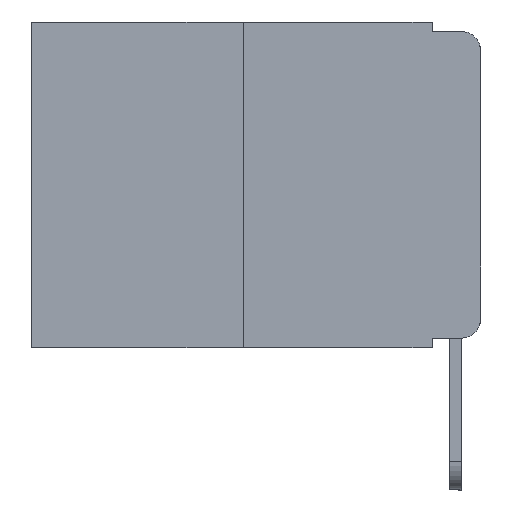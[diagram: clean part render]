
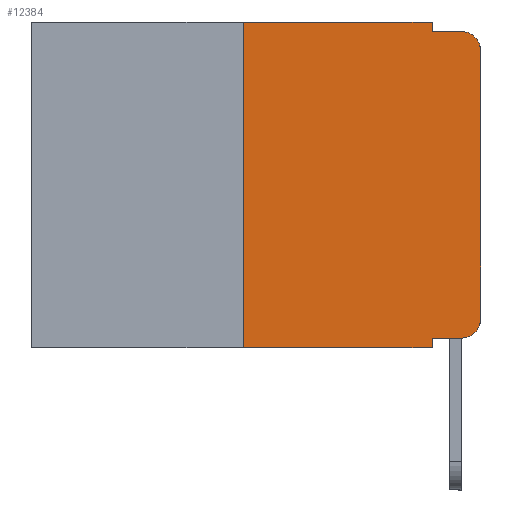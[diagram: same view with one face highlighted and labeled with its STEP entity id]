
A CAD part, left-side view. The second image highlights one B-rep face of the part: STEP entity #12384.
In plain terms, the highlighted planar face has unit normal (-1, 0, 0).
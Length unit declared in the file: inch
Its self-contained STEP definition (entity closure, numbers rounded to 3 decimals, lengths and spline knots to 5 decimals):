
#137 = ORIENTED_EDGE ( 'NONE', *, *, #1275, .T. ) ;
#349 = VECTOR ( 'NONE', #8225, 39.37008 ) ;
#411 = CARTESIAN_POINT ( 'NONE',  ( 0., 0.473, 0. ) ) ;
#870 = PLANE ( 'NONE',  #4177 ) ;
#1218 = VERTEX_POINT ( 'NONE', #13095 ) ;
#1275 = EDGE_CURVE ( 'NONE', #7541, #10995, #12983, .T. ) ;
#2811 = DIRECTION ( 'NONE',  ( -1., 0., 0. ) ) ;
#3082 = CIRCLE ( 'NONE', #7242, 0.02 ) ;
#3523 = EDGE_CURVE ( 'NONE', #23253, #5657, #23270, .T. ) ;
#4102 = VECTOR ( 'NONE', #5520, 39.37008 ) ;
#4153 = EDGE_CURVE ( 'NONE', #1218, #5657, #6271, .T. ) ;
#4177 = AXIS2_PLACEMENT_3D ( 'NONE', #22559, #22448, #10107 ) ;
#4319 = LINE ( 'NONE', #7876, #23411 ) ;
#4611 = DIRECTION ( 'NONE',  ( 0., -1., 0. ) ) ;
#5041 = VECTOR ( 'NONE', #18777, 39.37008 ) ;
#5520 = DIRECTION ( 'NONE',  ( 0., -1., 0. ) ) ;
#5657 = VERTEX_POINT ( 'NONE', #17816 ) ;
#6030 = CARTESIAN_POINT ( 'NONE',  ( 0., 0., -0.03 ) ) ;
#6271 = LINE ( 'NONE', #10063, #8237 ) ;
#6372 = EDGE_CURVE ( 'NONE', #22967, #10242, #15601, .T. ) ;
#6649 = CARTESIAN_POINT ( 'NONE',  ( 0., 0.25, 0. ) ) ;
#6948 = ORIENTED_EDGE ( 'NONE', *, *, #4153, .F. ) ;
#7032 = DIRECTION ( 'NONE',  ( 0., -1., 0. ) ) ;
#7208 = ORIENTED_EDGE ( 'NONE', *, *, #20537, .T. ) ;
#7242 = AXIS2_PLACEMENT_3D ( 'NONE', #13716, #22712, #15844 ) ;
#7541 = VERTEX_POINT ( 'NONE', #15165 ) ;
#7678 = DIRECTION ( 'NONE',  ( 0., 0., -1. ) ) ;
#7801 = ORIENTED_EDGE ( 'NONE', *, *, #3523, .T. ) ;
#7876 = CARTESIAN_POINT ( 'NONE',  ( 0., 0.25, 0. ) ) ;
#7904 = ORIENTED_EDGE ( 'NONE', *, *, #10500, .F. ) ;
#8101 = DIRECTION ( 'NONE',  ( 0., 0., 1. ) ) ;
#8225 = DIRECTION ( 'NONE',  ( 0., 0., 1. ) ) ;
#8237 = VECTOR ( 'NONE', #4611, 39.37008 ) ;
#8438 = CARTESIAN_POINT ( 'NONE',  ( 0., 0.02, -0.333 ) ) ;
#8579 = EDGE_LOOP ( 'NONE', ( #7208, #7801, #6948, #23323, #14392, #7904, #20975, #20985, #137, #13310 ) ) ;
#9465 = LINE ( 'NONE', #22139, #21922 ) ;
#9850 = VERTEX_POINT ( 'NONE', #20241 ) ;
#9900 = CARTESIAN_POINT ( 'NONE',  ( 0., 0., 0. ) ) ;
#9906 = EDGE_CURVE ( 'NONE', #9850, #1218, #14569, .T. ) ;
#10063 = CARTESIAN_POINT ( 'NONE',  ( 0., 0.051, -0.01 ) ) ;
#10107 = DIRECTION ( 'NONE',  ( 0., 0., -1. ) ) ;
#10242 = VERTEX_POINT ( 'NONE', #19511 ) ;
#10319 = EDGE_CURVE ( 'NONE', #21138, #9850, #20328, .T. ) ;
#10500 = EDGE_CURVE ( 'NONE', #22967, #21138, #4319, .T. ) ;
#10995 = VERTEX_POINT ( 'NONE', #8438 ) ;
#11194 = EDGE_CURVE ( 'NONE', #7541, #10242, #9465, .T. ) ;
#11460 = DIRECTION ( 'NONE',  ( 0., 0., -1. ) ) ;
#11933 = VERTEX_POINT ( 'NONE', #15171 ) ;
#12342 = VECTOR ( 'NONE', #7032, 39.37008 ) ;
#12384 = ADVANCED_FACE ( 'NONE', ( #13450 ), #870, .F. ) ;
#12388 = CARTESIAN_POINT ( 'NONE',  ( 0., 0.473, -0.343 ) ) ;
#12983 = LINE ( 'NONE', #18663, #5041 ) ;
#13095 = CARTESIAN_POINT ( 'NONE',  ( 0., 0.051, -0.01 ) ) ;
#13310 = ORIENTED_EDGE ( 'NONE', *, *, #13738, .T. ) ;
#13450 = FACE_OUTER_BOUND ( 'NONE', #8579, .T. ) ;
#13716 = CARTESIAN_POINT ( 'NONE',  ( 0., 0.02, -0.313 ) ) ;
#13738 = EDGE_CURVE ( 'NONE', #10995, #11933, #3082, .T. ) ;
#13931 = VECTOR ( 'NONE', #7678, 39.37008 ) ;
#14392 = ORIENTED_EDGE ( 'NONE', *, *, #10319, .F. ) ;
#14569 = LINE ( 'NONE', #16703, #13931 ) ;
#14593 = AXIS2_PLACEMENT_3D ( 'NONE', #19065, #2811, #11460 ) ;
#15165 = CARTESIAN_POINT ( 'NONE',  ( 0., 0.051, -0.333 ) ) ;
#15171 = CARTESIAN_POINT ( 'NONE',  ( 0., 0., -0.313 ) ) ;
#15486 = LINE ( 'NONE', #9900, #349 ) ;
#15601 = LINE ( 'NONE', #12388, #12342 ) ;
#15844 = DIRECTION ( 'NONE',  ( 0., 0., -1. ) ) ;
#16703 = CARTESIAN_POINT ( 'NONE',  ( 0., 0.051, 0. ) ) ;
#17816 = CARTESIAN_POINT ( 'NONE',  ( 0., 0.02, -0.01 ) ) ;
#18663 = CARTESIAN_POINT ( 'NONE',  ( 0., 0.051, -0.333 ) ) ;
#18777 = DIRECTION ( 'NONE',  ( 0., -1., 0. ) ) ;
#19065 = CARTESIAN_POINT ( 'NONE',  ( 0., 0.02, -0.03 ) ) ;
#19511 = CARTESIAN_POINT ( 'NONE',  ( 0., 0.051, -0.343 ) ) ;
#20241 = CARTESIAN_POINT ( 'NONE',  ( 0., 0.051, 0. ) ) ;
#20328 = LINE ( 'NONE', #411, #4102 ) ;
#20537 = EDGE_CURVE ( 'NONE', #11933, #23253, #15486, .T. ) ;
#20590 = DIRECTION ( 'NONE',  ( 0., 0., -1. ) ) ;
#20975 = ORIENTED_EDGE ( 'NONE', *, *, #6372, .T. ) ;
#20985 = ORIENTED_EDGE ( 'NONE', *, *, #11194, .F. ) ;
#21138 = VERTEX_POINT ( 'NONE', #6649 ) ;
#21331 = CARTESIAN_POINT ( 'NONE',  ( 0., 0.25, -0.343 ) ) ;
#21922 = VECTOR ( 'NONE', #20590, 39.37008 ) ;
#22139 = CARTESIAN_POINT ( 'NONE',  ( 0., 0.051, 0. ) ) ;
#22448 = DIRECTION ( 'NONE',  ( 1., 0., 0. ) ) ;
#22559 = CARTESIAN_POINT ( 'NONE',  ( 0., 0.473, 0. ) ) ;
#22712 = DIRECTION ( 'NONE',  ( -1., 0., 0. ) ) ;
#22967 = VERTEX_POINT ( 'NONE', #21331 ) ;
#23253 = VERTEX_POINT ( 'NONE', #6030 ) ;
#23270 = CIRCLE ( 'NONE', #14593, 0.02 ) ;
#23323 = ORIENTED_EDGE ( 'NONE', *, *, #9906, .F. ) ;
#23411 = VECTOR ( 'NONE', #8101, 39.37008 ) ;
